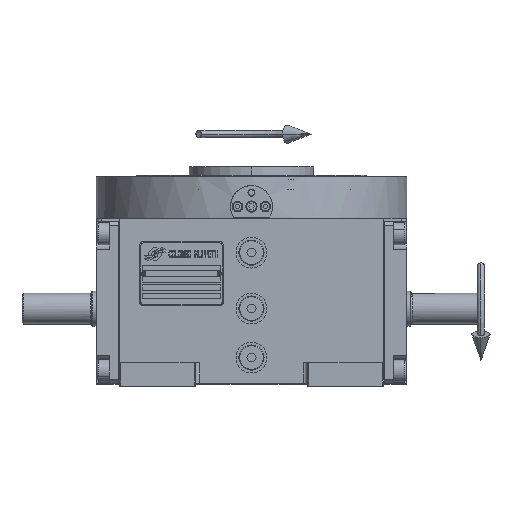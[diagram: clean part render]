
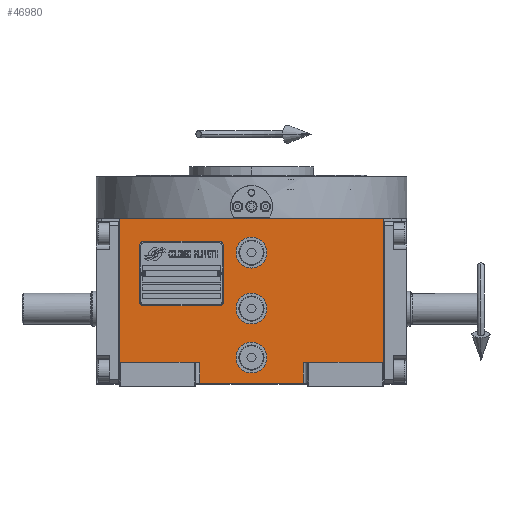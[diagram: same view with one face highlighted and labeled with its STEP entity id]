
A CAD part, top view. The second image highlights one B-rep face of the part: STEP entity #46980.
In plain terms, the highlighted planar face has unit normal (0, 0, 1).
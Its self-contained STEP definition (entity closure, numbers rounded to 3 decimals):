
#95 = VERTEX_POINT ( 'NONE', #38237 ) ;
#358 = DIRECTION ( 'NONE',  ( 0., 0., 1. ) ) ;
#386 = EDGE_CURVE ( 'NONE', #21099, #616, #25749, .T. ) ;
#395 = CARTESIAN_POINT ( 'NONE',  ( -37., -53.5, 163.5 ) ) ;
#616 = VERTEX_POINT ( 'NONE', #60013 ) ;
#953 = ORIENTED_EDGE ( 'NONE', *, *, #51179, .F. ) ;
#1141 = ORIENTED_EDGE ( 'NONE', *, *, #32439, .T. ) ;
#1777 = CARTESIAN_POINT ( 'NONE',  ( 11., -35., 163.5 ) ) ;
#2127 = VECTOR ( 'NONE', #14181, 1000. ) ;
#2891 = EDGE_CURVE ( 'NONE', #48728, #24355, #32022, .T. ) ;
#3245 = CARTESIAN_POINT ( 'NONE',  ( 37., -38.5, 163.5 ) ) ;
#3262 = VECTOR ( 'NONE', #10979, 1000. ) ;
#3481 = CARTESIAN_POINT ( 'NONE',  ( 94.5, -38.5, 163.5 ) ) ;
#5051 = ORIENTED_EDGE ( 'NONE', *, *, #22858, .F. ) ;
#5130 = EDGE_CURVE ( 'NONE', #616, #21099, #51980, .T. ) ;
#6723 = ORIENTED_EDGE ( 'NONE', *, *, #39292, .T. ) ;
#7598 = CARTESIAN_POINT ( 'NONE',  ( 37., -38.5, 163.5 ) ) ;
#7614 = DIRECTION ( 'NONE',  ( -1., 0., 0. ) ) ;
#7768 = VERTEX_POINT ( 'NONE', #39689 ) ;
#7795 = VECTOR ( 'NONE', #61554, 1000. ) ;
#8348 = CARTESIAN_POINT ( 'NONE',  ( -11., -35., 163.5 ) ) ;
#8959 = CIRCLE ( 'NONE', #19938, 11. ) ;
#9015 = ORIENTED_EDGE ( 'NONE', *, *, #32956, .F. ) ;
#9286 = LINE ( 'NONE', #3481, #16830 ) ;
#9359 = EDGE_CURVE ( 'NONE', #22178, #15088, #14940, .T. ) ;
#9454 = CARTESIAN_POINT ( 'NONE',  ( -37., -53.5, 163.5 ) ) ;
#10106 = FACE_BOUND ( 'NONE', #58985, .T. ) ;
#10265 = VECTOR ( 'NONE', #55769, 1000. ) ;
#10274 = DIRECTION ( 'NONE',  ( 1., 0., 0. ) ) ;
#10382 = AXIS2_PLACEMENT_3D ( 'NONE', #46898, #358, #10274 ) ;
#10979 = DIRECTION ( 'NONE',  ( 0., 1., 0. ) ) ;
#11517 = EDGE_CURVE ( 'NONE', #21464, #18786, #61929, .T. ) ;
#11657 = CARTESIAN_POINT ( 'NONE',  ( 94.5, 64.5, 163.5 ) ) ;
#11763 = DIRECTION ( 'NONE',  ( 1., 0., 0. ) ) ;
#12709 = ORIENTED_EDGE ( 'NONE', *, *, #12872, .F. ) ;
#12872 = EDGE_CURVE ( 'NONE', #7768, #45184, #36642, .T. ) ;
#13105 = CARTESIAN_POINT ( 'NONE',  ( 0., 0., 163.5 ) ) ;
#13663 = DIRECTION ( 'NONE',  ( -1., 0., 0. ) ) ;
#14181 = DIRECTION ( 'NONE',  ( 1., 0., 0. ) ) ;
#14940 = LINE ( 'NONE', #9454, #59346 ) ;
#15088 = VERTEX_POINT ( 'NONE', #34257 ) ;
#16830 = VECTOR ( 'NONE', #60618, 1000. ) ;
#17278 = DIRECTION ( 'NONE',  ( 0., 0., 1. ) ) ;
#17612 = CARTESIAN_POINT ( 'NONE',  ( 0., 40., 163.5 ) ) ;
#17660 = ORIENTED_EDGE ( 'NONE', *, *, #60788, .F. ) ;
#18423 = DIRECTION ( 'NONE',  ( -1., 0., 0. ) ) ;
#18786 = VERTEX_POINT ( 'NONE', #32650 ) ;
#19938 = AXIS2_PLACEMENT_3D ( 'NONE', #25703, #55501, #7614 ) ;
#21099 = VERTEX_POINT ( 'NONE', #41329 ) ;
#21464 = VERTEX_POINT ( 'NONE', #66232 ) ;
#22178 = VERTEX_POINT ( 'NONE', #46417 ) ;
#22525 = AXIS2_PLACEMENT_3D ( 'NONE', #23287, #60515, #13663 ) ;
#22783 = DIRECTION ( 'NONE',  ( 1., 0., 0. ) ) ;
#22858 = EDGE_CURVE ( 'NONE', #95, #15088, #48682, .T. ) ;
#23287 = CARTESIAN_POINT ( 'NONE',  ( 0., 40., 163.5 ) ) ;
#23679 = EDGE_LOOP ( 'NONE', ( #35217, #59208 ) ) ;
#23930 = CARTESIAN_POINT ( 'NONE',  ( 0., -35., 163.5 ) ) ;
#24052 = CARTESIAN_POINT ( 'NONE',  ( 94.5, -38.5, 163.5 ) ) ;
#24215 = ORIENTED_EDGE ( 'NONE', *, *, #59289, .F. ) ;
#24355 = VERTEX_POINT ( 'NONE', #11657 ) ;
#24497 = LINE ( 'NONE', #3245, #2127 ) ;
#25703 = CARTESIAN_POINT ( 'NONE',  ( 0., 0., 163.5 ) ) ;
#25749 = CIRCLE ( 'NONE', #55175, 11. ) ;
#26424 = EDGE_LOOP ( 'NONE', ( #12709, #17660 ) ) ;
#27373 = AXIS2_PLACEMENT_3D ( 'NONE', #30056, #51507, #50859 ) ;
#27933 = CIRCLE ( 'NONE', #10382, 11. ) ;
#30056 = CARTESIAN_POINT ( 'NONE',  ( -94.5, -53.5, 163.5 ) ) ;
#30883 = VECTOR ( 'NONE', #11763, 1000. ) ;
#31041 = FACE_BOUND ( 'NONE', #23679, .T. ) ;
#32022 = LINE ( 'NONE', #48732, #30883 ) ;
#32439 = EDGE_CURVE ( 'NONE', #95, #63326, #24497, .T. ) ;
#32650 = CARTESIAN_POINT ( 'NONE',  ( -37., -38.5, 163.5 ) ) ;
#32956 = EDGE_CURVE ( 'NONE', #22178, #18786, #67462, .T. ) ;
#33257 = AXIS2_PLACEMENT_3D ( 'NONE', #23930, #54660, #18423 ) ;
#34257 = CARTESIAN_POINT ( 'NONE',  ( 37., -53.5, 163.5 ) ) ;
#34579 = ORIENTED_EDGE ( 'NONE', *, *, #63617, .F. ) ;
#35217 = ORIENTED_EDGE ( 'NONE', *, *, #386, .F. ) ;
#36157 = FACE_BOUND ( 'NONE', #26424, .T. ) ;
#36477 = ORIENTED_EDGE ( 'NONE', *, *, #2891, .F. ) ;
#36642 = CIRCLE ( 'NONE', #38820, 11. ) ;
#36716 = CARTESIAN_POINT ( 'NONE',  ( -11., 0., 163.5 ) ) ;
#37596 = CIRCLE ( 'NONE', #33257, 11. ) ;
#37634 = EDGE_LOOP ( 'NONE', ( #50651, #5051, #1141, #6723, #36477, #24215, #60636, #9015 ) ) ;
#38237 = CARTESIAN_POINT ( 'NONE',  ( 37., -38.5, 163.5 ) ) ;
#38820 = AXIS2_PLACEMENT_3D ( 'NONE', #13105, #65457, #66462 ) ;
#39292 = EDGE_CURVE ( 'NONE', #63326, #24355, #9286, .T. ) ;
#39689 = CARTESIAN_POINT ( 'NONE',  ( 11., 0., 163.5 ) ) ;
#40033 = CARTESIAN_POINT ( 'NONE',  ( -94.5, -38.5, 163.5 ) ) ;
#41329 = CARTESIAN_POINT ( 'NONE',  ( 11., 40., 163.5 ) ) ;
#43911 = CARTESIAN_POINT ( 'NONE',  ( -94.5, -38.5, 163.5 ) ) ;
#45184 = VERTEX_POINT ( 'NONE', #36716 ) ;
#45733 = FACE_OUTER_BOUND ( 'NONE', #37634, .T. ) ;
#45736 = DIRECTION ( 'NONE',  ( 1., 0., 0. ) ) ;
#46057 = PLANE ( 'NONE',  #27373 ) ;
#46417 = CARTESIAN_POINT ( 'NONE',  ( -37., -53.5, 163.5 ) ) ;
#46898 = CARTESIAN_POINT ( 'NONE',  ( 0., -35., 163.5 ) ) ;
#46980 = ADVANCED_FACE ( 'NONE', ( #36157, #10106, #31041, #45733 ), #46057, .T. ) ;
#48682 = LINE ( 'NONE', #7598, #52824 ) ;
#48728 = VERTEX_POINT ( 'NONE', #64733 ) ;
#48732 = CARTESIAN_POINT ( 'NONE',  ( -94.5, 64.5, 163.5 ) ) ;
#50651 = ORIENTED_EDGE ( 'NONE', *, *, #9359, .T. ) ;
#50859 = DIRECTION ( 'NONE',  ( 1., 0., 0. ) ) ;
#51179 = EDGE_CURVE ( 'NONE', #62937, #66239, #37596, .T. ) ;
#51507 = DIRECTION ( 'NONE',  ( 0., 0., 1. ) ) ;
#51980 = CIRCLE ( 'NONE', #22525, 11. ) ;
#52824 = VECTOR ( 'NONE', #64731, 1000. ) ;
#54660 = DIRECTION ( 'NONE',  ( 0., 0., 1. ) ) ;
#55175 = AXIS2_PLACEMENT_3D ( 'NONE', #17612, #17278, #22783 ) ;
#55501 = DIRECTION ( 'NONE',  ( 0., 0., 1. ) ) ;
#55769 = DIRECTION ( 'NONE',  ( 1., 0., 0. ) ) ;
#58985 = EDGE_LOOP ( 'NONE', ( #34579, #953 ) ) ;
#59208 = ORIENTED_EDGE ( 'NONE', *, *, #5130, .F. ) ;
#59289 = EDGE_CURVE ( 'NONE', #21464, #48728, #66685, .T. ) ;
#59346 = VECTOR ( 'NONE', #45736, 1000. ) ;
#60013 = CARTESIAN_POINT ( 'NONE',  ( -11., 40., 163.5 ) ) ;
#60515 = DIRECTION ( 'NONE',  ( 0., 0., 1. ) ) ;
#60618 = DIRECTION ( 'NONE',  ( 0., 1., 0. ) ) ;
#60636 = ORIENTED_EDGE ( 'NONE', *, *, #11517, .T. ) ;
#60788 = EDGE_CURVE ( 'NONE', #45184, #7768, #8959, .T. ) ;
#61554 = DIRECTION ( 'NONE',  ( 0., 1., 0. ) ) ;
#61929 = LINE ( 'NONE', #43911, #10265 ) ;
#62937 = VERTEX_POINT ( 'NONE', #8348 ) ;
#63326 = VERTEX_POINT ( 'NONE', #24052 ) ;
#63617 = EDGE_CURVE ( 'NONE', #66239, #62937, #27933, .T. ) ;
#64731 = DIRECTION ( 'NONE',  ( 0., -1., 0. ) ) ;
#64733 = CARTESIAN_POINT ( 'NONE',  ( -94.5, 64.5, 163.5 ) ) ;
#65457 = DIRECTION ( 'NONE',  ( 0., 0., 1. ) ) ;
#66232 = CARTESIAN_POINT ( 'NONE',  ( -94.5, -38.5, 163.5 ) ) ;
#66239 = VERTEX_POINT ( 'NONE', #1777 ) ;
#66462 = DIRECTION ( 'NONE',  ( 1., 0., 0. ) ) ;
#66685 = LINE ( 'NONE', #40033, #7795 ) ;
#67462 = LINE ( 'NONE', #395, #3262 ) ;
